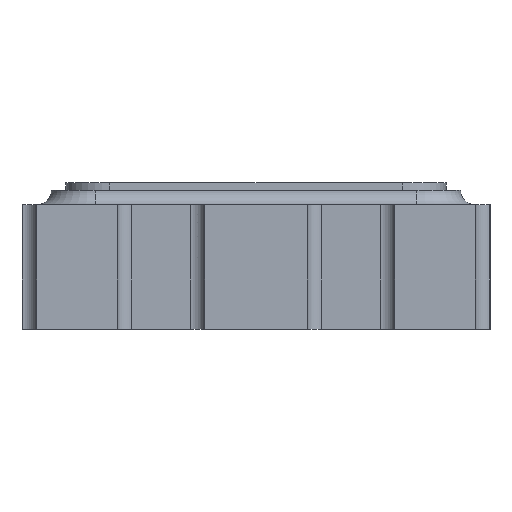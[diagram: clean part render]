
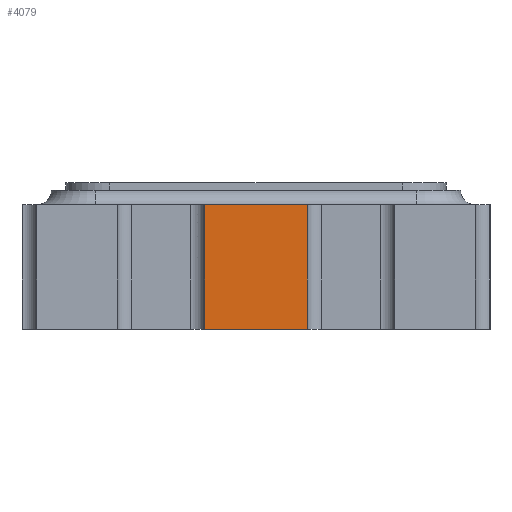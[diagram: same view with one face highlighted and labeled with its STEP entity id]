
A CAD part, left-side view. The second image highlights one B-rep face of the part: STEP entity #4079.
In plain terms, the highlighted planar face has unit normal (-1, 0, 0).
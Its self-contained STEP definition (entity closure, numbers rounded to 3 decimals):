
#32 = PLANE('',#33);
#33 = AXIS2_PLACEMENT_3D('',#34,#35,#36);
#34 = CARTESIAN_POINT('',(0.,0.,0.85));
#35 = DIRECTION('',(0.,0.,1.));
#36 = DIRECTION('',(1.,0.,0.));
#423 = VERTEX_POINT('',#424);
#424 = CARTESIAN_POINT('',(-2.5,0.35,0.85));
#443 = CYLINDRICAL_SURFACE('',#444,0.1);
#444 = AXIS2_PLACEMENT_3D('',#445,#446,#447);
#445 = CARTESIAN_POINT('',(-2.5,0.45,0.));
#446 = DIRECTION('',(0.,0.,-1.));
#447 = DIRECTION('',(1.,0.,0.));
#455 = EDGE_CURVE('',#423,#456,#458,.T.);
#456 = VERTEX_POINT('',#457);
#457 = CARTESIAN_POINT('',(-2.5,-0.35,0.85));
#458 = SURFACE_CURVE('',#459,(#463,#470),.PCURVE_S1.);
#459 = LINE('',#460,#461);
#460 = CARTESIAN_POINT('',(-2.5,1.6,0.85));
#461 = VECTOR('',#462,1.);
#462 = DIRECTION('',(0.,-1.,0.));
#463 = PCURVE('',#32,#464);
#464 = DEFINITIONAL_REPRESENTATION('',(#465),#469);
#465 = LINE('',#466,#467);
#466 = CARTESIAN_POINT('',(-2.5,1.6));
#467 = VECTOR('',#468,1.);
#468 = DIRECTION('',(0.,-1.));
#469 = ( GEOMETRIC_REPRESENTATION_CONTEXT(2) 
PARAMETRIC_REPRESENTATION_CONTEXT() REPRESENTATION_CONTEXT('2D SPACE',''
  ) );
#470 = PCURVE('',#471,#476);
#471 = PLANE('',#472);
#472 = AXIS2_PLACEMENT_3D('',#473,#474,#475);
#473 = CARTESIAN_POINT('',(-2.5,1.6,0.));
#474 = DIRECTION('',(1.,0.,0.));
#475 = DIRECTION('',(0.,-1.,0.));
#476 = DEFINITIONAL_REPRESENTATION('',(#477),#481);
#477 = LINE('',#478,#479);
#478 = CARTESIAN_POINT('',(0.,-0.85));
#479 = VECTOR('',#480,1.);
#480 = DIRECTION('',(1.,0.));
#481 = ( GEOMETRIC_REPRESENTATION_CONTEXT(2) 
PARAMETRIC_REPRESENTATION_CONTEXT() REPRESENTATION_CONTEXT('2D SPACE',''
  ) );
#504 = CYLINDRICAL_SURFACE('',#505,0.1);
#505 = AXIS2_PLACEMENT_3D('',#506,#507,#508);
#506 = CARTESIAN_POINT('',(-2.5,-0.45,0.));
#507 = DIRECTION('',(0.,0.,-1.));
#508 = DIRECTION('',(1.,0.,0.));
#1968 = PLANE('',#1969);
#1969 = AXIS2_PLACEMENT_3D('',#1970,#1971,#1972);
#1970 = CARTESIAN_POINT('',(0.,0.,0.));
#1971 = DIRECTION('',(0.,0.,1.));
#1972 = DIRECTION('',(1.,0.,0.));
#4032 = VERTEX_POINT('',#4033);
#4033 = CARTESIAN_POINT('',(-2.5,-0.35,0.));
#4059 = EDGE_CURVE('',#456,#4032,#4060,.T.);
#4060 = SURFACE_CURVE('',#4061,(#4065,#4071),.PCURVE_S1.);
#4061 = LINE('',#4062,#4063);
#4062 = CARTESIAN_POINT('',(-2.5,-0.35,0.));
#4063 = VECTOR('',#4064,1.);
#4064 = DIRECTION('',(0.,0.,-1.));
#4065 = PCURVE('',#504,#4066);
#4066 = DEFINITIONAL_REPRESENTATION('',(#4067),#4070);
#4067 = B_SPLINE_CURVE_WITH_KNOTS('',1,(#4068,#4069),.UNSPECIFIED.,.F.,
  .F.,(2,2),(-0.935,0.),.PIECEWISE_BEZIER_KNOTS.);
#4068 = CARTESIAN_POINT('',(4.712,-0.935));
#4069 = CARTESIAN_POINT('',(4.712,0.));
#4070 = ( GEOMETRIC_REPRESENTATION_CONTEXT(2) 
PARAMETRIC_REPRESENTATION_CONTEXT() REPRESENTATION_CONTEXT('2D SPACE',''
  ) );
#4071 = PCURVE('',#471,#4072);
#4072 = DEFINITIONAL_REPRESENTATION('',(#4073),#4076);
#4073 = B_SPLINE_CURVE_WITH_KNOTS('',1,(#4074,#4075),.UNSPECIFIED.,.F.,
  .F.,(2,2),(-0.935,0.),.PIECEWISE_BEZIER_KNOTS.);
#4074 = CARTESIAN_POINT('',(1.95,-0.935));
#4075 = CARTESIAN_POINT('',(1.95,0.));
#4076 = ( GEOMETRIC_REPRESENTATION_CONTEXT(2) 
PARAMETRIC_REPRESENTATION_CONTEXT() REPRESENTATION_CONTEXT('2D SPACE',''
  ) );
#4079 = ADVANCED_FACE('',(#4080),#471,.F.);
#4080 = FACE_BOUND('',#4081,.F.);
#4081 = EDGE_LOOP('',(#4082,#4105,#4124,#4125));
#4082 = ORIENTED_EDGE('',*,*,#4083,.F.);
#4083 = EDGE_CURVE('',#4084,#4032,#4086,.T.);
#4084 = VERTEX_POINT('',#4085);
#4085 = CARTESIAN_POINT('',(-2.5,0.35,0.));
#4086 = SURFACE_CURVE('',#4087,(#4091,#4098),.PCURVE_S1.);
#4087 = LINE('',#4088,#4089);
#4088 = CARTESIAN_POINT('',(-2.5,1.6,0.));
#4089 = VECTOR('',#4090,1.);
#4090 = DIRECTION('',(0.,-1.,0.));
#4091 = PCURVE('',#471,#4092);
#4092 = DEFINITIONAL_REPRESENTATION('',(#4093),#4097);
#4093 = LINE('',#4094,#4095);
#4094 = CARTESIAN_POINT('',(0.,0.));
#4095 = VECTOR('',#4096,1.);
#4096 = DIRECTION('',(1.,0.));
#4097 = ( GEOMETRIC_REPRESENTATION_CONTEXT(2) 
PARAMETRIC_REPRESENTATION_CONTEXT() REPRESENTATION_CONTEXT('2D SPACE',''
  ) );
#4098 = PCURVE('',#1968,#4099);
#4099 = DEFINITIONAL_REPRESENTATION('',(#4100),#4104);
#4100 = LINE('',#4101,#4102);
#4101 = CARTESIAN_POINT('',(-2.5,1.6));
#4102 = VECTOR('',#4103,1.);
#4103 = DIRECTION('',(0.,-1.));
#4104 = ( GEOMETRIC_REPRESENTATION_CONTEXT(2) 
PARAMETRIC_REPRESENTATION_CONTEXT() REPRESENTATION_CONTEXT('2D SPACE',''
  ) );
#4105 = ORIENTED_EDGE('',*,*,#4106,.F.);
#4106 = EDGE_CURVE('',#423,#4084,#4107,.T.);
#4107 = SURFACE_CURVE('',#4108,(#4112,#4118),.PCURVE_S1.);
#4108 = LINE('',#4109,#4110);
#4109 = CARTESIAN_POINT('',(-2.5,0.35,0.));
#4110 = VECTOR('',#4111,1.);
#4111 = DIRECTION('',(0.,0.,-1.));
#4112 = PCURVE('',#471,#4113);
#4113 = DEFINITIONAL_REPRESENTATION('',(#4114),#4117);
#4114 = B_SPLINE_CURVE_WITH_KNOTS('',1,(#4115,#4116),.UNSPECIFIED.,.F.,
  .F.,(2,2),(-0.935,0.),.PIECEWISE_BEZIER_KNOTS.);
#4115 = CARTESIAN_POINT('',(1.25,-0.935));
#4116 = CARTESIAN_POINT('',(1.25,0.));
#4117 = ( GEOMETRIC_REPRESENTATION_CONTEXT(2) 
PARAMETRIC_REPRESENTATION_CONTEXT() REPRESENTATION_CONTEXT('2D SPACE',''
  ) );
#4118 = PCURVE('',#443,#4119);
#4119 = DEFINITIONAL_REPRESENTATION('',(#4120),#4123);
#4120 = B_SPLINE_CURVE_WITH_KNOTS('',1,(#4121,#4122),.UNSPECIFIED.,.F.,
  .F.,(2,2),(-0.935,0.),.PIECEWISE_BEZIER_KNOTS.);
#4121 = CARTESIAN_POINT('',(1.571,-0.935));
#4122 = CARTESIAN_POINT('',(1.571,0.));
#4123 = ( GEOMETRIC_REPRESENTATION_CONTEXT(2) 
PARAMETRIC_REPRESENTATION_CONTEXT() REPRESENTATION_CONTEXT('2D SPACE',''
  ) );
#4124 = ORIENTED_EDGE('',*,*,#455,.T.);
#4125 = ORIENTED_EDGE('',*,*,#4059,.T.);
